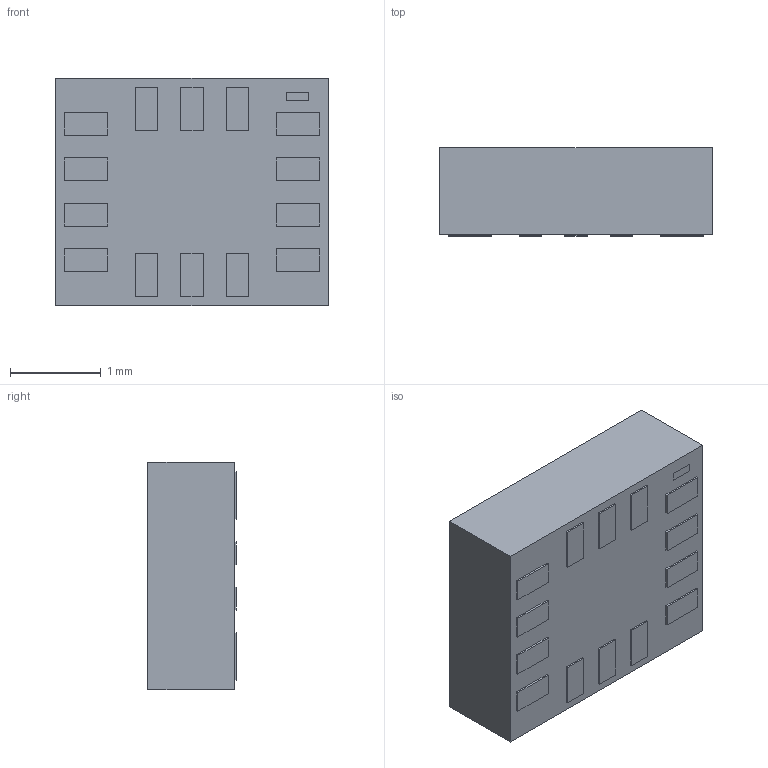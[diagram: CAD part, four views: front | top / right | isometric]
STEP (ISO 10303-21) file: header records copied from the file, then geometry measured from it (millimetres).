
FILE_DESCRIPTION (( 'STEP AP214' ), '1' );
FILE_NAME ('ICM-20600.STEP', '2018-04-06T21:34:32', ( '' ), ( '' ), 'SwSTEP 2.0', 'SolidWorks 2017', '' );
FILE_SCHEMA (( 'AUTOMOTIVE_DESIGN' ));
Length unit declared in the file: millimetre
Products named in the file (1): ICM-20600
Bounding box: 3 x 0.97 x 2.5 mm (x, y, z)
Volume: 7.1 mm3; surface area: 30.3 mm2
Topology: 16 solids, 16 shells, 174 faces, 378 edges, 252 vertices
Faces by surface type: plane 172, cylinder 2
Entity records: 4815 total; most frequent: CARTESIAN_POINT 805, ORIENTED_EDGE 756, DIRECTION 732, EDGE_CURVE 378, VECTOR 374, LINE 374, VERTEX_POINT 252, EDGE_LOOP 190
